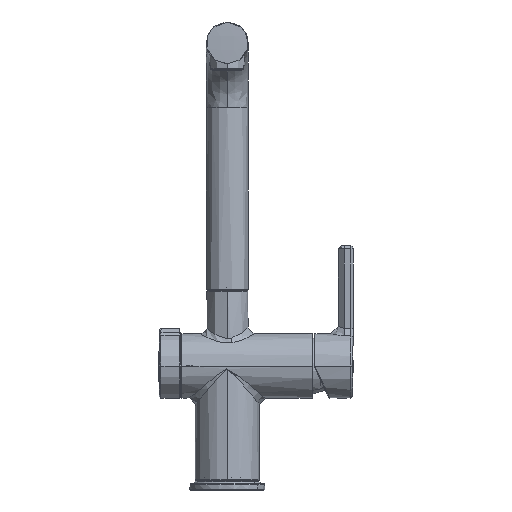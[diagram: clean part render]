
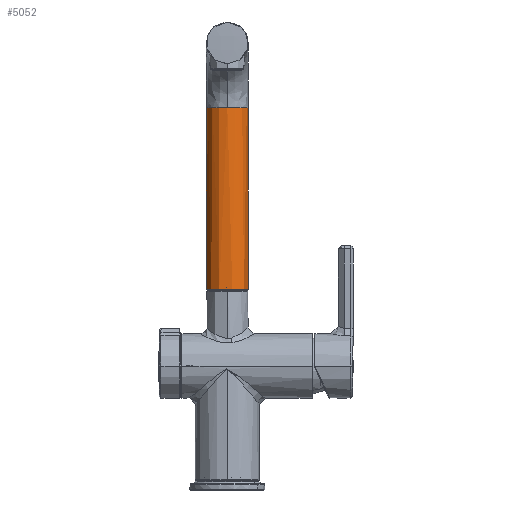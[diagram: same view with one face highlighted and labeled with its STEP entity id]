
A CAD part, front view. The second image highlights one B-rep face of the part: STEP entity #5052.
In plain terms, the highlighted cylindrical face has radius 14 mm (diameter 28 mm), a partial arc.
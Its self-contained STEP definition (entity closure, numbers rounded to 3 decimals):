
#624=(
BOUNDED_CURVE()
B_SPLINE_CURVE(2,(#78951,#78952,#78953),.UNSPECIFIED.,.F.,.F.)
B_SPLINE_CURVE_WITH_KNOTS((3,3),(21.991,43.982),
 .UNSPECIFIED.)
CURVE()
GEOMETRIC_REPRESENTATION_ITEM()
RATIONAL_B_SPLINE_CURVE((1.,0.707,1.))
REPRESENTATION_ITEM('')
);
#636=(
BOUNDED_CURVE()
B_SPLINE_CURVE(2,(#79103,#79104,#79105),.UNSPECIFIED.,.F.,.F.)
B_SPLINE_CURVE_WITH_KNOTS((3,3),(0.,21.991),.UNSPECIFIED.)
CURVE()
GEOMETRIC_REPRESENTATION_ITEM()
RATIONAL_B_SPLINE_CURVE((1.,0.707,1.))
REPRESENTATION_ITEM('')
);
#637=(
BOUNDED_CURVE()
B_SPLINE_CURVE(2,(#79108,#79109,#79110,#79111,#79112),.UNSPECIFIED.,.F.,
 .F.)
B_SPLINE_CURVE_WITH_KNOTS((3,2,3),(0.,21.991,43.982),
 .UNSPECIFIED.)
CURVE()
GEOMETRIC_REPRESENTATION_ITEM()
RATIONAL_B_SPLINE_CURVE((1.,0.707,1.,0.707,1.))
REPRESENTATION_ITEM('')
);
#1845=CYLINDRICAL_SURFACE('',#53775,14.);
#5052=ADVANCED_FACE('',(#8364),#1845,.T.);
#8364=FACE_OUTER_BOUND('',#11693,.T.);
#11693=EDGE_LOOP('',(#17629,#17630,#17631,#17632,#17633));
#17629=ORIENTED_EDGE('',*,*,#33061,.T.);
#17630=ORIENTED_EDGE('',*,*,#33062,.T.);
#17631=ORIENTED_EDGE('',*,*,#33063,.T.);
#17632=ORIENTED_EDGE('',*,*,#33064,.T.);
#17633=ORIENTED_EDGE('',*,*,#33033,.T.);
#33033=EDGE_CURVE('',#47884,#47883,#624,.T.);
#33061=EDGE_CURVE('',#47883,#47906,#636,.T.);
#33062=EDGE_CURVE('',#47906,#47907,#41040,.T.);
#33063=EDGE_CURVE('',#47907,#47908,#637,.T.);
#33064=EDGE_CURVE('',#47908,#47884,#41041,.T.);
#41040=B_SPLINE_CURVE_WITH_KNOTS('',1,(#79106,#79107),.UNSPECIFIED.,.F.,
 .F.,(2,2),(0.,121.),.UNSPECIFIED.);
#41041=B_SPLINE_CURVE_WITH_KNOTS('',1,(#79113,#79114),.UNSPECIFIED.,.F.,
 .F.,(2,2),(0.,121.),.UNSPECIFIED.);
#47883=VERTEX_POINT('',#78880);
#47884=VERTEX_POINT('',#78881);
#47906=VERTEX_POINT('',#78903);
#47907=VERTEX_POINT('',#78904);
#47908=VERTEX_POINT('',#78905);
#53775=AXIS2_PLACEMENT_3D('',#78599,#56235,$);
#56235=DIRECTION('',(0.,-1.,0.));
#78599=CARTESIAN_POINT('',(0.,60.5,0.));
#78880=CARTESIAN_POINT('',(14.,121.,0.));
#78881=CARTESIAN_POINT('',(0.,121.,-14.));
#78903=CARTESIAN_POINT('',(0.,121.,14.));
#78904=CARTESIAN_POINT('',(0.,0.,14.));
#78905=CARTESIAN_POINT('',(0.,0.,-14.));
#78951=CARTESIAN_POINT('',(0.,121.,-14.));
#78952=CARTESIAN_POINT('',(14.,121.,-14.));
#78953=CARTESIAN_POINT('',(14.,121.,0.));
#79103=CARTESIAN_POINT('',(14.,121.,0.));
#79104=CARTESIAN_POINT('',(14.,121.,14.));
#79105=CARTESIAN_POINT('',(0.,121.,14.));
#79106=CARTESIAN_POINT('',(0.,121.,14.));
#79107=CARTESIAN_POINT('',(0.,0.,14.));
#79108=CARTESIAN_POINT('',(0.,0.,14.));
#79109=CARTESIAN_POINT('',(14.,0.,14.));
#79110=CARTESIAN_POINT('',(14.,0.,0.));
#79111=CARTESIAN_POINT('',(14.,0.,-14.));
#79112=CARTESIAN_POINT('',(0.,0.,-14.));
#79113=CARTESIAN_POINT('',(0.,0.,-14.));
#79114=CARTESIAN_POINT('',(0.,121.,-14.));
